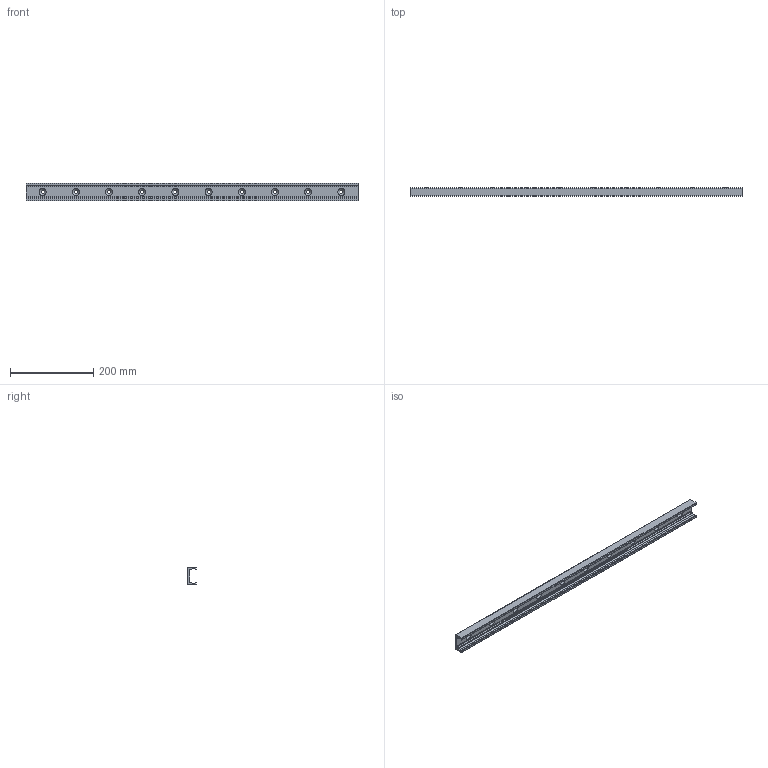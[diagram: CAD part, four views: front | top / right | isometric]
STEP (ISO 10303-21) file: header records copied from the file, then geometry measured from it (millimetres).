
FILE_DESCRIPTION((''),'2;1');
FILE_NAME('LCX 43-0800.V.stp','2016-04-28T14:35:25',('MRathmann'),(''),'Autodesk Inventor 2012','Autodesk Inventor 2012','');
FILE_SCHEMA(('CONFIG_CONTROL_DESIGN'));
Length unit declared in the file: millimetre
Products named in the file (1): LCX 43-0800.V
Bounding box: 800 x 21 x 43 mm (x, y, z)
Volume: 273422.6 mm3; surface area: 127801.9 mm2
Topology: 1 solids, 1 shells, 48 faces, 128 edges, 82 vertices
Faces by surface type: cylinder 23, plane 15, cone 10
Full cylindrical faces by diameter (mm): 8.5 x10
Entity records: 1474 total; most frequent: DIRECTION 262, CARTESIAN_POINT 239, ORIENTED_EDGE 216, EDGE_CURVE 108, AXIS2_PLACEMENT_3D 105, EDGE_LOOP 88, VERTEX_POINT 82, CIRCLE 56
